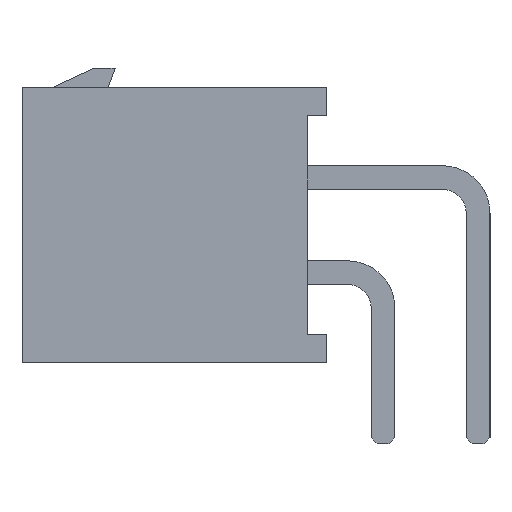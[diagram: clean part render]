
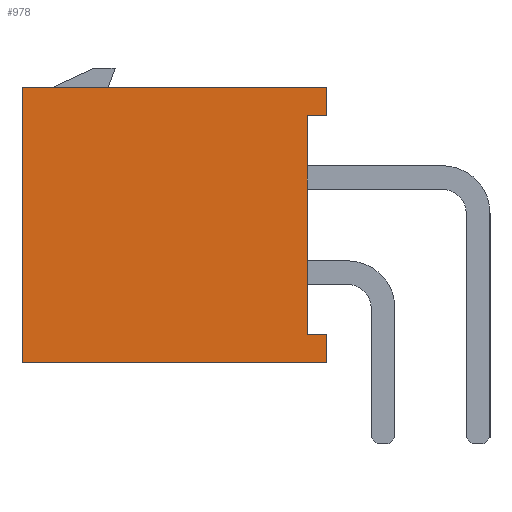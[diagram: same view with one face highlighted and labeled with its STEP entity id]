
A CAD part, left-side view. The second image highlights one B-rep face of the part: STEP entity #978.
In plain terms, the highlighted planar face has unit normal (-1, 0, 0).
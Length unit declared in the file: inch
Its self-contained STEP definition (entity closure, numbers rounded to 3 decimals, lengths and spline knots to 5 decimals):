
#978 = ADVANCED_FACE( '', ( #2349 ), #2350, .F. );
#2349 = FACE_OUTER_BOUND( '', #4129, .T. );
#2350 = PLANE( '', #4130 );
#4129 = EDGE_LOOP( '', ( #6834, #6835, #6836, #6837, #6838, #6839, #6840, #6841 ) );
#4130 = AXIS2_PLACEMENT_3D( '', #6842, #6843, #6844 );
#6834 = ORIENTED_EDGE( '', *, *, #12052, .F. );
#6835 = ORIENTED_EDGE( '', *, *, #11873, .F. );
#6836 = ORIENTED_EDGE( '', *, *, #11792, .F. );
#6837 = ORIENTED_EDGE( '', *, *, #12053, .F. );
#6838 = ORIENTED_EDGE( '', *, *, #12054, .F. );
#6839 = ORIENTED_EDGE( '', *, *, #12055, .F. );
#6840 = ORIENTED_EDGE( '', *, *, #12056, .F. );
#6841 = ORIENTED_EDGE( '', *, *, #12057, .F. );
#6842 = CARTESIAN_POINT( '', ( -0.53, 0., 0. ) );
#6843 = DIRECTION( '', ( 1., 0., 0. ) );
#6844 = DIRECTION( '', ( 0., 0., -1. ) );
#11792 = EDGE_CURVE( '', #14549, #14551, #14552, .T. );
#11873 = EDGE_CURVE( '', #14551, #14687, #14690, .T. );
#12052 = EDGE_CURVE( '', #14687, #14985, #14986, .T. );
#12053 = EDGE_CURVE( '', #14987, #14549, #14988, .T. );
#12054 = EDGE_CURVE( '', #14989, #14987, #14990, .T. );
#12055 = EDGE_CURVE( '', #14991, #14989, #14992, .T. );
#12056 = EDGE_CURVE( '', #14993, #14991, #14994, .T. );
#12057 = EDGE_CURVE( '', #14985, #14993, #14995, .T. );
#14549 = VERTEX_POINT( '', #18470 );
#14551 = VERTEX_POINT( '', #18473 );
#14552 = LINE( '', #18474, #18475 );
#14687 = VERTEX_POINT( '', #18665 );
#14690 = LINE( '', #18670, #18671 );
#14985 = VERTEX_POINT( '', #19098 );
#14986 = LINE( '', #19099, #19100 );
#14987 = VERTEX_POINT( '', #19101 );
#14988 = LINE( '', #19102, #19103 );
#14989 = VERTEX_POINT( '', #19104 );
#14990 = LINE( '', #19105, #19106 );
#14991 = VERTEX_POINT( '', #19107 );
#14992 = LINE( '', #19108, #19109 );
#14993 = VERTEX_POINT( '', #19110 );
#14994 = LINE( '', #19111, #19112 );
#14995 = LINE( '', #19113, #19114 );
#18470 = CARTESIAN_POINT( '', ( -0.53, 0., -0.115 ) );
#18473 = CARTESIAN_POINT( '', ( -0.53, 0., -0.145 ) );
#18474 = CARTESIAN_POINT( '', ( -0.53, 0., -0.115 ) );
#18475 = VECTOR( '', #22590, 39.37008 );
#18665 = CARTESIAN_POINT( '', ( -0.53, 0.32, -0.145 ) );
#18670 = CARTESIAN_POINT( '', ( -0.53, 0., -0.145 ) );
#18671 = VECTOR( '', #22666, 39.37008 );
#19098 = CARTESIAN_POINT( '', ( -0.53, 0.32, 0.145 ) );
#19099 = CARTESIAN_POINT( '', ( -0.53, 0.32, -0.145 ) );
#19100 = VECTOR( '', #22820, 39.37008 );
#19101 = CARTESIAN_POINT( '', ( -0.53, 0.02, -0.115 ) );
#19102 = CARTESIAN_POINT( '', ( -0.53, 0.02, -0.115 ) );
#19103 = VECTOR( '', #22821, 39.37008 );
#19104 = CARTESIAN_POINT( '', ( -0.53, 0.02, 0.115 ) );
#19105 = CARTESIAN_POINT( '', ( -0.53, 0.02, 0.115 ) );
#19106 = VECTOR( '', #22822, 39.37008 );
#19107 = CARTESIAN_POINT( '', ( -0.53, 0., 0.115 ) );
#19108 = CARTESIAN_POINT( '', ( -0.53, 0., 0.115 ) );
#19109 = VECTOR( '', #22823, 39.37008 );
#19110 = CARTESIAN_POINT( '', ( -0.53, 0., 0.145 ) );
#19111 = CARTESIAN_POINT( '', ( -0.53, 0., 0.145 ) );
#19112 = VECTOR( '', #22824, 39.37008 );
#19113 = CARTESIAN_POINT( '', ( -0.53, 0.32, 0.145 ) );
#19114 = VECTOR( '', #22825, 39.37008 );
#22590 = DIRECTION( '', ( 0., 0., -1. ) );
#22666 = DIRECTION( '', ( 0., 1., 0. ) );
#22820 = DIRECTION( '', ( 0., 0., 1. ) );
#22821 = DIRECTION( '', ( 0., -1., 0. ) );
#22822 = DIRECTION( '', ( 0., 0., -1. ) );
#22823 = DIRECTION( '', ( 0., 1., 0. ) );
#22824 = DIRECTION( '', ( 0., 0., -1. ) );
#22825 = DIRECTION( '', ( 0., -1., 0. ) );
